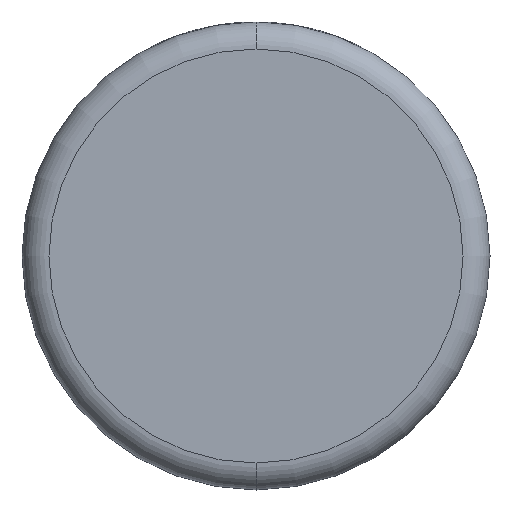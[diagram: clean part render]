
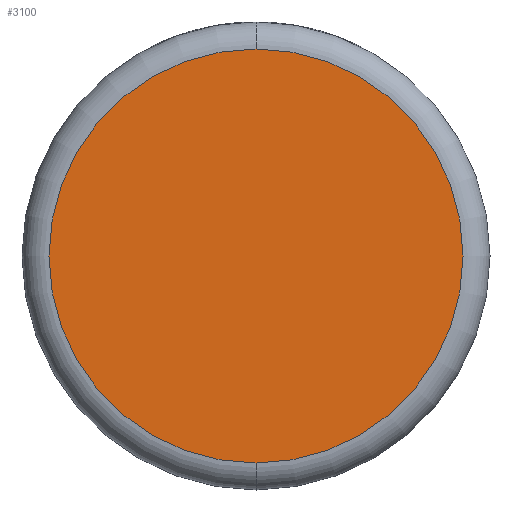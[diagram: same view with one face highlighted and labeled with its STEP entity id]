
A CAD part, front view. The second image highlights one B-rep face of the part: STEP entity #3100.
In plain terms, the highlighted planar face has unit normal (0, -1, 0).
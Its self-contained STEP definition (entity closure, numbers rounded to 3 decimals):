
#29 = DIRECTION ( 'NONE',  ( 0., 0., 1. ) ) ;
#172 = VERTEX_POINT ( 'NONE', #3341 ) ;
#572 = DIRECTION ( 'NONE',  ( 0., 0., 1. ) ) ;
#672 = CARTESIAN_POINT ( 'NONE',  ( 0., 0., 0. ) ) ;
#1046 = CIRCLE ( 'NONE', #2035, 15.926 ) ;
#1254 = CARTESIAN_POINT ( 'NONE',  ( 0., 0., 0. ) ) ;
#1421 = AXIS2_PLACEMENT_3D ( 'NONE', #1254, #3824, #572 ) ;
#1477 = ORIENTED_EDGE ( 'NONE', *, *, #2480, .T. ) ;
#1563 = PLANE ( 'NONE',  #3614 ) ;
#1626 = CARTESIAN_POINT ( 'NONE',  ( 0., 0., 0. ) ) ;
#1629 = EDGE_LOOP ( 'NONE', ( #2851, #1477 ) ) ;
#1655 = CARTESIAN_POINT ( 'NONE',  ( 0., 0., -15.926 ) ) ;
#2035 = AXIS2_PLACEMENT_3D ( 'NONE', #1626, #2588, #29 ) ;
#2207 = FACE_OUTER_BOUND ( 'NONE', #1629, .T. ) ;
#2480 = EDGE_CURVE ( 'NONE', #3135, #172, #3181, .T. ) ;
#2588 = DIRECTION ( 'NONE',  ( 0., -1., 0. ) ) ;
#2851 = ORIENTED_EDGE ( 'NONE', *, *, #3407, .T. ) ;
#3100 = ADVANCED_FACE ( 'NONE', ( #2207 ), #1563, .F. ) ;
#3135 = VERTEX_POINT ( 'NONE', #1655 ) ;
#3181 = CIRCLE ( 'NONE', #1421, 15.926 ) ;
#3341 = CARTESIAN_POINT ( 'NONE',  ( 0., 0., 15.926 ) ) ;
#3407 = EDGE_CURVE ( 'NONE', #172, #3135, #1046, .T. ) ;
#3574 = DIRECTION ( 'NONE',  ( 0., 0., 1. ) ) ;
#3614 = AXIS2_PLACEMENT_3D ( 'NONE', #672, #3950, #3574 ) ;
#3824 = DIRECTION ( 'NONE',  ( 0., -1., 0. ) ) ;
#3950 = DIRECTION ( 'NONE',  ( 0., 1., 0. ) ) ;
